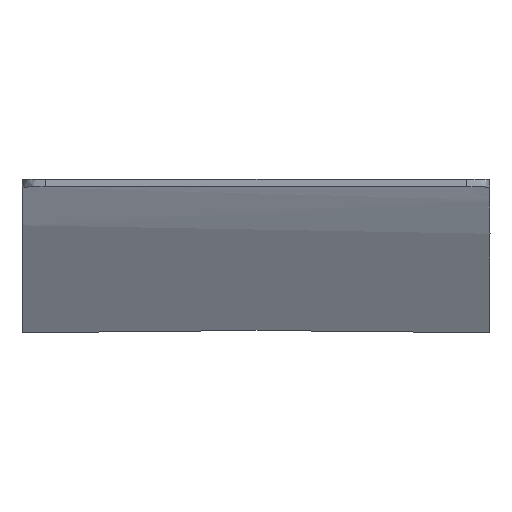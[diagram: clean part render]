
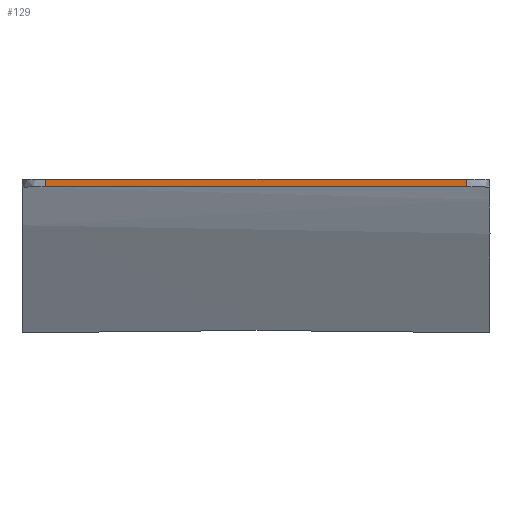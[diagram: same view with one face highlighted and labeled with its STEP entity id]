
A CAD part, top view. The second image highlights one B-rep face of the part: STEP entity #129.
In plain terms, the highlighted free-form (B-spline) face has degree [1, 1] with [2, 2] control points.
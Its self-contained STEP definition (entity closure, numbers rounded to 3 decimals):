
#34=ORIENTED_EDGE('trim curve',*,*,#70,.F.);
#35=ORIENTED_EDGE('trim curve',*,*,#80,.T.);
#36=ORIENTED_EDGE('trim curve',*,*,#76,.F.);
#37=ORIENTED_EDGE('trim curve',*,*,#81,.T.);
#58=VERTEX_POINT('Trimming Point',#232);
#59=VERTEX_POINT('Trimming Point',#236);
#64=VERTEX_POINT('Trimming Point',#380);
#65=VERTEX_POINT('Trimming Point',#382);
#70=EDGE_CURVE('Edge Curve',#58,#59,#88,.T.);
#76=EDGE_CURVE('Edge Curve',#64,#65,#94,.T.);
#80=EDGE_CURVE('Edge Curve',#58,#65,#98,.T.);
#81=EDGE_CURVE('Edge Curve',#64,#59,#99,.T.);
#88=(
BOUNDED_CURVE()
B_SPLINE_CURVE(3,(#233,#234,#235,#236),.UNSPECIFIED.,.U.,.U.)
B_SPLINE_CURVE_WITH_KNOTS((4,4),(-0.109,0.),
 .UNSPECIFIED.)
CURVE()
GEOMETRIC_REPRESENTATION_ITEM()
RATIONAL_B_SPLINE_CURVE((0.959,0.959,0.959,
0.959))
REPRESENTATION_ITEM('node')
);
#94=(
BOUNDED_CURVE()
B_SPLINE_CURVE(1,(#381,#382),.UNSPECIFIED.,.U.,.U.)
B_SPLINE_CURVE_WITH_KNOTS((2,2),(0.,0.109),.UNSPECIFIED.)
CURVE()
GEOMETRIC_REPRESENTATION_ITEM()
RATIONAL_B_SPLINE_CURVE((0.959,0.959))
REPRESENTATION_ITEM('node')
);
#98=(
BOUNDED_CURVE()
B_SPLINE_CURVE(3,(#471,#472,#473,#474),.UNSPECIFIED.,.U.,.U.)
B_SPLINE_CURVE_WITH_KNOTS((4,4),(0.,0.002),.UNSPECIFIED.)
CURVE()
GEOMETRIC_REPRESENTATION_ITEM()
RATIONAL_B_SPLINE_CURVE((1.,1.,1.,1.))
REPRESENTATION_ITEM('node')
);
#99=(
BOUNDED_CURVE()
B_SPLINE_CURVE(3,(#475,#476,#477,#478),.UNSPECIFIED.,.U.,.U.)
B_SPLINE_CURVE_WITH_KNOTS((4,4),(0.,0.002),.UNSPECIFIED.)
CURVE()
GEOMETRIC_REPRESENTATION_ITEM()
RATIONAL_B_SPLINE_CURVE((1.,1.,1.,1.))
REPRESENTATION_ITEM('node')
);
#105=EDGE_LOOP('trim boundary',(#34,#35,#36,#37));
#113=FACE_OUTER_BOUND('Boundary Edges',#105,.T.);
#121=(
BOUNDED_SURFACE()
B_SPLINE_SURFACE(1,1,((#467,#468),(#469,#470)),.UNSPECIFIED.,.U.,.U.,.U.)
B_SPLINE_SURFACE_WITH_KNOTS((2,2),(2,2),(4.791,118.209),
(-0.04,2.04),.UNSPECIFIED.)
GEOMETRIC_REPRESENTATION_ITEM()
RATIONAL_B_SPLINE_SURFACE(((1.,1.),(1.,1.)))
REPRESENTATION_ITEM('trim region')
SURFACE()
);
#129=ADVANCED_FACE('trim region',(#113),#121,.T.);
#232=CARTESIAN_POINT('CVs',(54.528,46.331,91.583));
#233=CARTESIAN_POINT('CVs',(54.528,46.331,91.583));
#234=CARTESIAN_POINT('CVs',(18.176,46.331,91.583));
#235=CARTESIAN_POINT('CVs',(-18.176,46.331,91.583));
#236=CARTESIAN_POINT('CVs',(-54.528,46.331,91.583));
#380=CARTESIAN_POINT('CVs',(-54.442,48.331,91.583));
#381=CARTESIAN_POINT('CVs',(-54.442,48.331,91.583));
#382=CARTESIAN_POINT('CVs',(54.442,48.331,91.583));
#467=CARTESIAN_POINT('CVs',(56.709,48.371,91.583));
#468=CARTESIAN_POINT('CVs',(56.709,46.291,91.583));
#469=CARTESIAN_POINT('CVs',(-56.709,48.371,91.583));
#470=CARTESIAN_POINT('CVs',(-56.709,46.291,91.583));
#471=CARTESIAN_POINT('CVs',(54.528,46.331,91.583));
#472=CARTESIAN_POINT('CVs',(54.512,46.998,91.583));
#473=CARTESIAN_POINT('CVs',(54.484,47.665,91.583));
#474=CARTESIAN_POINT('CVs',(54.442,48.331,91.583));
#475=CARTESIAN_POINT('CVs',(-54.442,48.331,91.583));
#476=CARTESIAN_POINT('CVs',(-54.484,47.665,91.583));
#477=CARTESIAN_POINT('CVs',(-54.512,46.998,91.583));
#478=CARTESIAN_POINT('CVs',(-54.528,46.331,91.583));
